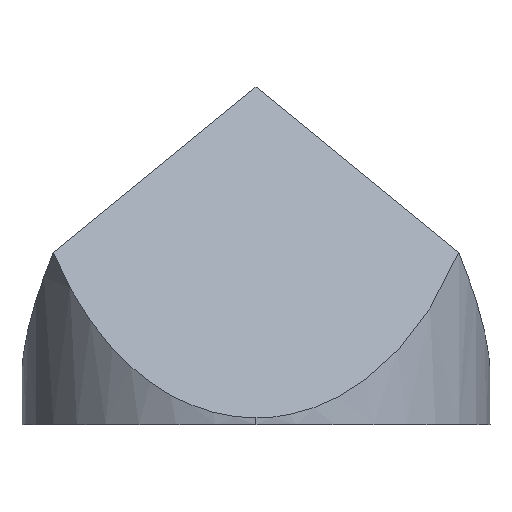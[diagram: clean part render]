
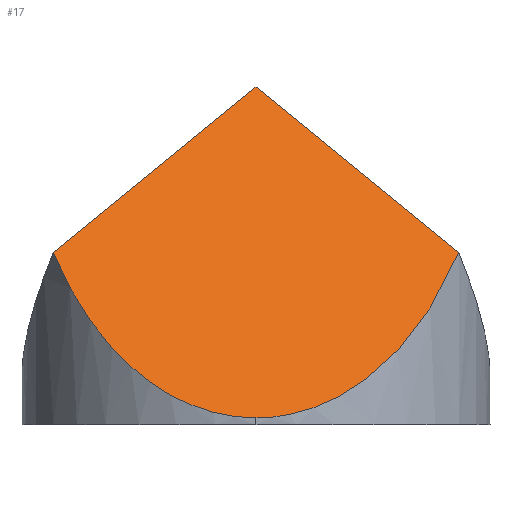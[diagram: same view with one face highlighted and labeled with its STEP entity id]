
A CAD part, left-side view. The second image highlights one B-rep face of the part: STEP entity #17.
In plain terms, the highlighted planar face has unit normal (-0.816, 0, 0.577).
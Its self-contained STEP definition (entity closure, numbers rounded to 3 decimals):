
#5 = VECTOR ( 'NONE', #206, 1000. ) ;
#12 = CARTESIAN_POINT ( 'NONE',  ( -29.616, -24.759, 10.476 ) ) ;
#15 = DIRECTION ( 'NONE',  ( 0.816, 0., -0.577 ) ) ;
#17 = ADVANCED_FACE ( 'NONE', ( #175 ), #181, .F. ) ;
#24 = EDGE_CURVE ( 'NONE', #66, #159, #298, .T. ) ;
#37 = EDGE_CURVE ( 'NONE', #123, #79, #255, .T. ) ;
#47 = CARTESIAN_POINT ( 'NONE',  ( -29.616, 24.759, 10.476 ) ) ;
#60 = EDGE_CURVE ( 'NONE', #66, #79, #250, .T. ) ;
#62 = CARTESIAN_POINT ( 'NONE',  ( -11.404, -19.753, 36.225 ) ) ;
#66 = VERTEX_POINT ( 'NONE', #301 ) ;
#79 = VERTEX_POINT ( 'NONE', #82 ) ;
#82 = CARTESIAN_POINT ( 'NONE',  ( 0., 0., 52.35 ) ) ;
#109 = CARTESIAN_POINT ( 'NONE',  ( -18.125, 31.393, 26.723 ) ) ;
#123 = VERTEX_POINT ( 'NONE', #239 ) ;
#139 = CARTESIAN_POINT ( 'NONE',  ( -36.25, 0., 1.095 ) ) ;
#151 = DIRECTION ( 'NONE',  ( -0.577, 0., -0.816 ) ) ;
#152 = CARTESIAN_POINT ( 'NONE',  ( 11.404, -19.753, 68.475 ) ) ;
#159 = VERTEX_POINT ( 'NONE', #139 ) ;
#167 = EDGE_LOOP ( 'NONE', ( #224, #300, #222, #276 ) ) ;
#175 = FACE_OUTER_BOUND ( 'NONE', #167, .T. ) ;
#181 = PLANE ( 'NONE',  #249 ) ;
#186 = CARTESIAN_POINT ( 'NONE',  ( -36.25, 13.268, 1.095 ) ) ;
#205 = DIRECTION ( 'NONE',  ( 0.408, 0.707, 0.577 ) ) ;
#206 = DIRECTION ( 'NONE',  ( 0.408, -0.707, 0.577 ) ) ;
#221 = EDGE_CURVE ( 'NONE', #159, #123, #290, .T. ) ;
#222 = ORIENTED_EDGE ( 'NONE', *, *, #37, .F. ) ;
#224 = ORIENTED_EDGE ( 'NONE', *, *, #24, .F. ) ;
#239 = CARTESIAN_POINT ( 'NONE',  ( -18.125, 31.393, 26.723 ) ) ;
#249 = AXIS2_PLACEMENT_3D ( 'NONE', #297, #15, #151 ) ;
#250 = LINE ( 'NONE', #62, #264 ) ;
#255 = LINE ( 'NONE', #152, #5 ) ;
#256 = CARTESIAN_POINT ( 'NONE',  ( -18.125, -31.393, 26.723 ) ) ;
#258 = CARTESIAN_POINT ( 'NONE',  ( -36.25, -13.268, 1.095 ) ) ;
#259 = CARTESIAN_POINT ( 'NONE',  ( -36.25, 0., 1.095 ) ) ;
#264 = VECTOR ( 'NONE', #205, 1000. ) ;
#276 = ORIENTED_EDGE ( 'NONE', *, *, #221, .F. ) ;
#290 =( BOUNDED_CURVE ( )  B_SPLINE_CURVE ( 3, ( #310, #186, #47, #109 ),
 .UNSPECIFIED., .F., .T. ) 
 B_SPLINE_CURVE_WITH_KNOTS ( ( 4, 4 ),
 ( 0., 1.047 ),
 .UNSPECIFIED. ) 
 CURVE ( )  GEOMETRIC_REPRESENTATION_ITEM ( )  RATIONAL_B_SPLINE_CURVE ( ( 1., 0.911, 0.911, 1. ) ) 
 REPRESENTATION_ITEM ( '' )  );
#297 = CARTESIAN_POINT ( 'NONE',  ( 0., -39.5, 52.35 ) ) ;
#298 =( BOUNDED_CURVE ( )  B_SPLINE_CURVE ( 3, ( #256, #12, #258, #259 ),
 .UNSPECIFIED., .F., .F. ) 
 B_SPLINE_CURVE_WITH_KNOTS ( ( 4, 4 ),
 ( 5.236, 6.283 ),
 .UNSPECIFIED. ) 
 CURVE ( )  GEOMETRIC_REPRESENTATION_ITEM ( )  RATIONAL_B_SPLINE_CURVE ( ( 1., 0.911, 0.911, 1. ) ) 
 REPRESENTATION_ITEM ( '' )  );
#300 = ORIENTED_EDGE ( 'NONE', *, *, #60, .T. ) ;
#301 = CARTESIAN_POINT ( 'NONE',  ( -18.125, -31.393, 26.723 ) ) ;
#310 = CARTESIAN_POINT ( 'NONE',  ( -36.25, 0., 1.095 ) ) ;
